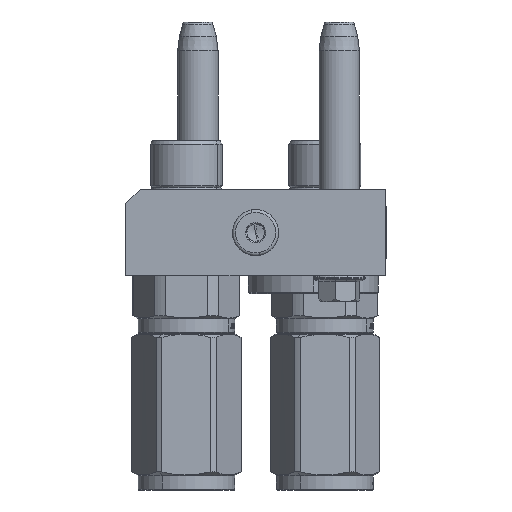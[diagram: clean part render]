
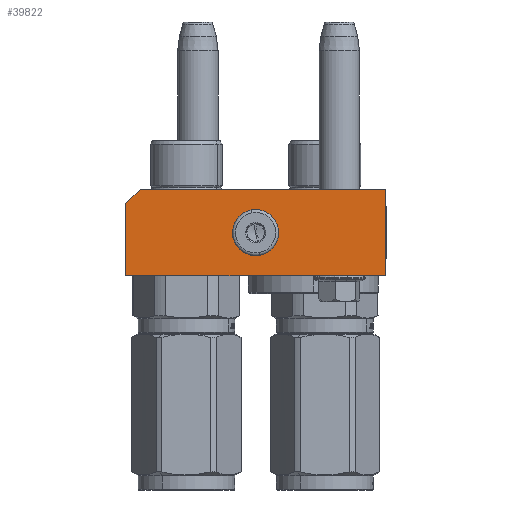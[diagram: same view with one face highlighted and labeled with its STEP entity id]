
A CAD part, front view. The second image highlights one B-rep face of the part: STEP entity #39822.
In plain terms, the highlighted face is planar.
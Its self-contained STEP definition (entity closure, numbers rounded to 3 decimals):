
#229 = FACE_OUTER_BOUND ( 'NONE', #11386, .T. ) ;
#234 = CIRCLE ( 'NONE', #37781, 5.02 ) ;
#412 = ORIENTED_EDGE ( 'NONE', *, *, #25302, .F. ) ;
#696 = LINE ( 'NONE', #30135, #32278 ) ;
#721 = CARTESIAN_POINT ( 'NONE',  ( 94., 0., 0. ) ) ;
#731 = FACE_BOUND ( 'NONE', #2393, .T. ) ;
#2393 = EDGE_LOOP ( 'NONE', ( #15843, #20920 ) ) ;
#2606 = VERTEX_POINT ( 'NONE', #24385 ) ;
#3498 = LINE ( 'NONE', #29802, #33463 ) ;
#3823 = DIRECTION ( 'NONE',  ( 1., 0., 0. ) ) ;
#5694 = DIRECTION ( 'NONE',  ( 1., 0., 0. ) ) ;
#6488 = DIRECTION ( 'NONE',  ( 0., 1., 0. ) ) ;
#6815 = PLANE ( 'NONE',  #29193 ) ;
#7281 = AXIS2_PLACEMENT_3D ( 'NONE', #721, #3823, #10611 ) ;
#8188 = VERTEX_POINT ( 'NONE', #10917 ) ;
#9486 = EDGE_CURVE ( 'NONE', #8188, #2606, #234, .T. ) ;
#10451 = DIRECTION ( 'NONE',  ( 1., 0., 0. ) ) ;
#10611 = DIRECTION ( 'NONE',  ( 0., -1., 0. ) ) ;
#10917 = CARTESIAN_POINT ( 'NONE',  ( 94., 5.02, 0. ) ) ;
#11386 = EDGE_LOOP ( 'NONE', ( #32520, #412, #42376, #18648, #35276 ) ) ;
#11580 = DIRECTION ( 'NONE',  ( 0., 1., 0. ) ) ;
#12886 = CIRCLE ( 'NONE', #7281, 5.02 ) ;
#13423 = LINE ( 'NONE', #21593, #15051 ) ;
#14144 = CARTESIAN_POINT ( 'NONE',  ( 94., -15., 45. ) ) ;
#14970 = VECTOR ( 'NONE', #27463, 1000. ) ;
#15051 = VECTOR ( 'NONE', #11580, 1000. ) ;
#15807 = CARTESIAN_POINT ( 'NONE',  ( 94., 15., 45. ) ) ;
#15843 = ORIENTED_EDGE ( 'NONE', *, *, #9486, .F. ) ;
#16514 = CARTESIAN_POINT ( 'NONE',  ( 94., 15., 45. ) ) ;
#17041 = DIRECTION ( 'NONE',  ( 0., 0., -1. ) ) ;
#18648 = ORIENTED_EDGE ( 'NONE', *, *, #38771, .T. ) ;
#20598 = CARTESIAN_POINT ( 'NONE',  ( 94., -15., -40. ) ) ;
#20920 = ORIENTED_EDGE ( 'NONE', *, *, #36597, .F. ) ;
#21593 = CARTESIAN_POINT ( 'NONE',  ( 94., -15., 45. ) ) ;
#22317 = DIRECTION ( 'NONE',  ( 0., 1., 0. ) ) ;
#22660 = EDGE_CURVE ( 'NONE', #38425, #28406, #696, .T. ) ;
#24385 = CARTESIAN_POINT ( 'NONE',  ( 94., -5.02, 0. ) ) ;
#25302 = EDGE_CURVE ( 'NONE', #28981, #28406, #32857, .T. ) ;
#26375 = CARTESIAN_POINT ( 'NONE',  ( 94., 0., 0. ) ) ;
#27127 = EDGE_CURVE ( 'NONE', #35179, #28981, #13423, .T. ) ;
#27341 = CARTESIAN_POINT ( 'NONE',  ( 94., -15., 45. ) ) ;
#27463 = DIRECTION ( 'NONE',  ( 0., 0.707, -0.707 ) ) ;
#27626 = DIRECTION ( 'NONE',  ( 0., 0., -1. ) ) ;
#28406 = VERTEX_POINT ( 'NONE', #43397 ) ;
#28981 = VERTEX_POINT ( 'NONE', #15807 ) ;
#29193 = AXIS2_PLACEMENT_3D ( 'NONE', #14144, #10451, #27626 ) ;
#29802 = CARTESIAN_POINT ( 'NONE',  ( 94., -15., 45. ) ) ;
#30135 = CARTESIAN_POINT ( 'NONE',  ( 94., -10., -45. ) ) ;
#32278 = VECTOR ( 'NONE', #6488, 1000. ) ;
#32520 = ORIENTED_EDGE ( 'NONE', *, *, #22660, .T. ) ;
#32857 = LINE ( 'NONE', #16514, #40365 ) ;
#33463 = VECTOR ( 'NONE', #17041, 1000. ) ;
#35179 = VERTEX_POINT ( 'NONE', #27341 ) ;
#35276 = ORIENTED_EDGE ( 'NONE', *, *, #44058, .T. ) ;
#35716 = VERTEX_POINT ( 'NONE', #37139 ) ;
#36597 = EDGE_CURVE ( 'NONE', #2606, #8188, #12886, .T. ) ;
#37139 = CARTESIAN_POINT ( 'NONE',  ( 94., -15., -40. ) ) ;
#37703 = CARTESIAN_POINT ( 'NONE',  ( 94., -10., -45. ) ) ;
#37781 = AXIS2_PLACEMENT_3D ( 'NONE', #26375, #5694, #22317 ) ;
#38425 = VERTEX_POINT ( 'NONE', #37703 ) ;
#38771 = EDGE_CURVE ( 'NONE', #35179, #35716, #3498, .T. ) ;
#39822 = ADVANCED_FACE ( 'NONE', ( #731, #229 ), #6815, .T. ) ;
#40365 = VECTOR ( 'NONE', #40443, 1000. ) ;
#40443 = DIRECTION ( 'NONE',  ( 0., 0., -1. ) ) ;
#41712 = LINE ( 'NONE', #20598, #14970 ) ;
#42376 = ORIENTED_EDGE ( 'NONE', *, *, #27127, .F. ) ;
#43397 = CARTESIAN_POINT ( 'NONE',  ( 94., 15., -45. ) ) ;
#44058 = EDGE_CURVE ( 'NONE', #35716, #38425, #41712, .T. ) ;
